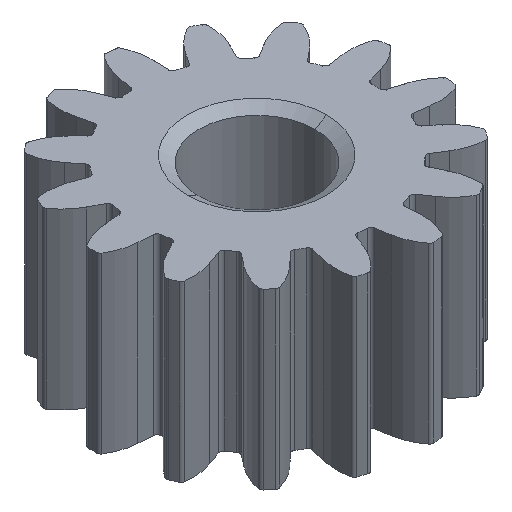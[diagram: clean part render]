
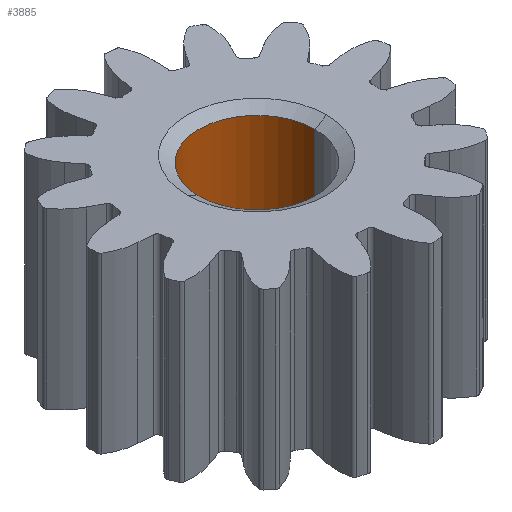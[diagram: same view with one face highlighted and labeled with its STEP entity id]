
A CAD part, isometric view. The second image highlights one B-rep face of the part: STEP entity #3885.
In plain terms, the highlighted cylindrical face has radius 1.5 mm (diameter 3 mm), a partial arc.
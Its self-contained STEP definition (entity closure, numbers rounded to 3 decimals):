
#376 = EDGE_LOOP ( 'NONE', ( #394, #393, #395, #392 ) ) ;
#392 = ORIENTED_EDGE ( 'NONE', *, *, #3870, .T. ) ;
#393 = ORIENTED_EDGE ( 'NONE', *, *, #3869, .T. ) ;
#394 = ORIENTED_EDGE ( 'NONE', *, *, #3936, .F. ) ;
#395 = ORIENTED_EDGE ( 'NONE', *, *, #3937, .T. ) ;
#824 = CARTESIAN_POINT ( 'NONE',  ( 1.5, 0., 0.3 ) ) ;
#856 = CARTESIAN_POINT ( 'NONE',  ( -1.5, 0., 0.3 ) ) ;
#895 = CARTESIAN_POINT ( 'NONE',  ( 1.5, 0., 4.327 ) ) ;
#1122 = CARTESIAN_POINT ( 'NONE',  ( -1.5, 0., 4.327 ) ) ;
#1211 = CARTESIAN_POINT ( 'NONE',  ( 0., 0., 0.3 ) ) ;
#1218 = DIRECTION ( 'NONE',  ( 0., 0., -1. ) ) ;
#1219 = DIRECTION ( 'NONE',  ( 1., 0., 0. ) ) ;
#1220 = CARTESIAN_POINT ( 'NONE',  ( 0., 0., 4.327 ) ) ;
#1221 = DIRECTION ( 'NONE',  ( 0., 0., 1. ) ) ;
#1222 = DIRECTION ( 'NONE',  ( 1., 0., 0. ) ) ;
#1266 = CARTESIAN_POINT ( 'NONE',  ( 0., 0., 0. ) ) ;
#1267 = DIRECTION ( 'NONE',  ( 0., 0., 1. ) ) ;
#1268 = DIRECTION ( 'NONE',  ( 1., 0., 0. ) ) ;
#1432 = LINE ( 'NONE', #1433, #3805 ) ;
#1433 = CARTESIAN_POINT ( 'NONE',  ( -1.5, 0., 0. ) ) ;
#1434 = DIRECTION ( 'NONE',  ( 0., 0., 1. ) ) ;
#1435 = LINE ( 'NONE', #1436, #3799 ) ;
#1436 = CARTESIAN_POINT ( 'NONE',  ( 1.5, 0., 0. ) ) ;
#1437 = DIRECTION ( 'NONE',  ( 0., 0., 1. ) ) ;
#2099 = VERTEX_POINT ( 'NONE', #824 ) ;
#2131 = VERTEX_POINT ( 'NONE', #856 ) ;
#2170 = VERTEX_POINT ( 'NONE', #895 ) ;
#2397 = VERTEX_POINT ( 'NONE', #1122 ) ;
#3671 = AXIS2_PLACEMENT_3D ( 'NONE', #1266, #1267, #1268 ) ;
#3675 = CYLINDRICAL_SURFACE ( 'NONE', #3671, 1.5 ) ;
#3682 = FACE_OUTER_BOUND ( 'NONE', #376, .T. ) ;
#3690 = AXIS2_PLACEMENT_3D ( 'NONE', #1220, #1221, #1222 ) ;
#3692 = AXIS2_PLACEMENT_3D ( 'NONE', #1211, #1218, #1219 ) ;
#3799 = VECTOR ( 'NONE', #1437, 1000. ) ;
#3805 = VECTOR ( 'NONE', #1434, 1000. ) ;
#3869 = EDGE_CURVE ( 'NONE', #2131, #2099, #4491, .T. ) ;
#3870 = EDGE_CURVE ( 'NONE', #2170, #2397, #4492, .T. ) ;
#3885 = ADVANCED_FACE ( 'NONE', ( #3682 ), #3675, .F. ) ;
#3936 = EDGE_CURVE ( 'NONE', #2131, #2397, #1432, .T. ) ;
#3937 = EDGE_CURVE ( 'NONE', #2099, #2170, #1435, .T. ) ;
#4491 = CIRCLE ( 'NONE', #3692, 1.5 ) ;
#4492 = CIRCLE ( 'NONE', #3690, 1.5 ) ;
